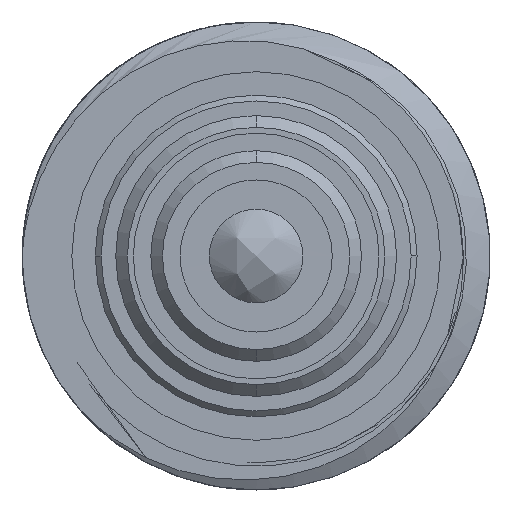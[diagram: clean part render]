
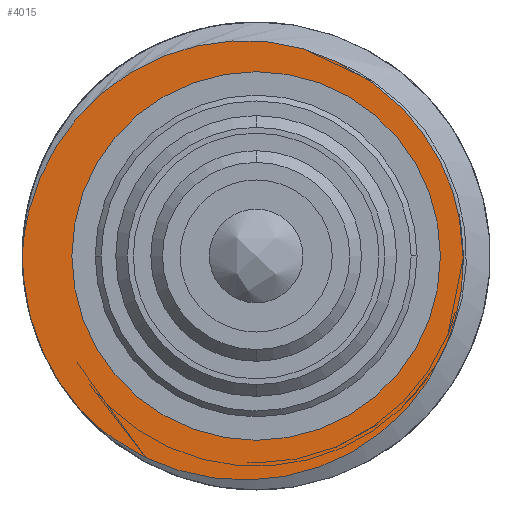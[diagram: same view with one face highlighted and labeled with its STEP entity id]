
A CAD part, left-side view. The second image highlights one B-rep face of the part: STEP entity #4015.
In plain terms, the highlighted planar face has unit normal (-1, 0, 0).
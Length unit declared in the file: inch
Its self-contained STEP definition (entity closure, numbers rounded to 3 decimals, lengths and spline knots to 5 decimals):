
#47 = CARTESIAN_POINT ( 'NONE',  ( 0.70079, 0.07591, 0.12844 ) ) ;
#66 = DIRECTION ( 'NONE',  ( -1., 0., 0. ) ) ;
#627 = EDGE_CURVE ( 'NONE', #3815, #3453, #10112, .T. ) ;
#677 = VERTEX_POINT ( 'NONE', #8854 ) ;
#796 = ORIENTED_EDGE ( 'NONE', *, *, #12032, .F. ) ;
#802 = CARTESIAN_POINT ( 'NONE',  ( 0.70079, 0.10053, -0.12026 ) ) ;
#806 = CARTESIAN_POINT ( 'NONE',  ( 0.70079, -0.13078, -0.05339 ) ) ;
#846 = CARTESIAN_POINT ( 'NONE',  ( 0.70079, 0.06865, -0.13875 ) ) ;
#851 = CARTESIAN_POINT ( 'NONE',  ( 0.70079, -0.12697, 0.05803 ) ) ;
#1124 = CARTESIAN_POINT ( 'NONE',  ( 0.70079, 0.02946, 0.14383 ) ) ;
#1141 = CARTESIAN_POINT ( 'NONE',  ( 0.70079, 0., 0. ) ) ;
#1170 = EDGE_CURVE ( 'NONE', #5046, #8011, #12875, .T. ) ;
#1473 = CARTESIAN_POINT ( 'NONE',  ( 0.70079, 0., -0.12402 ) ) ;
#1731 = CARTESIAN_POINT ( 'NONE',  ( 0.70079, -0.12229, -0.07367 ) ) ;
#2082 = CARTESIAN_POINT ( 'NONE',  ( 0.70079, 0.10635, 0.10793 ) ) ;
#2096 = ORIENTED_EDGE ( 'NONE', *, *, #8383, .F. ) ;
#2276 = CARTESIAN_POINT ( 'NONE',  ( 0.70079, -0.0072, 0.14467 ) ) ;
#2382 = DIRECTION ( 'NONE',  ( 0., 0., -1. ) ) ;
#2951 = CARTESIAN_POINT ( 'NONE',  ( 0.70079, -0.13925, 0.01223 ) ) ;
#3162 = CARTESIAN_POINT ( 'NONE',  ( 0.70079, 0.09693, 0.11566 ) ) ;
#3196 = FACE_BOUND ( 'NONE', #11173, .T. ) ;
#3305 = CARTESIAN_POINT ( 'NONE',  ( 0.70079, 0.12339, 0.09014 ) ) ;
#3453 = VERTEX_POINT ( 'NONE', #10779 ) ;
#3468 = DIRECTION ( 'NONE',  ( 1., 0., 0. ) ) ;
#3815 = VERTEX_POINT ( 'NONE', #1473 ) ;
#3870 = CARTESIAN_POINT ( 'NONE',  ( 0.70079, 0.03341, -0.14913 ) ) ;
#3918 = CARTESIAN_POINT ( 'NONE',  ( 0.70079, 0.07993, -0.13335 ) ) ;
#3961 = EDGE_CURVE ( 'NONE', #8356, #677, #10813, .T. ) ;
#3967 = CARTESIAN_POINT ( 'NONE',  ( 0.70079, -0.09383, 0.10416 ) ) ;
#4015 = ADVANCED_FACE ( 'NONE', ( #7565, #3196 ), #9669, .F. ) ;
#4059 = CARTESIAN_POINT ( 'NONE',  ( 0.70079, -0.138, -0.02571 ) ) ;
#4278 = CARTESIAN_POINT ( 'NONE',  ( 0.70079, 0.08137, 0.12546 ) ) ;
#4377 = CARTESIAN_POINT ( 'NONE',  ( 0.70079, 0.15748, 0. ) ) ;
#4586 = CARTESIAN_POINT ( 'NONE',  ( 0.70079, 0., 0. ) ) ;
#4638 = CARTESIAN_POINT ( 'NONE',  ( 0.70079, -0.12708, -0.06223 ) ) ;
#4947 = CARTESIAN_POINT ( 'NONE',  ( 0.70079, -0.06207, -0.13383 ) ) ;
#5027 = AXIS2_PLACEMENT_3D ( 'NONE', #13074, #8756, #2382 ) ;
#5046 = VERTEX_POINT ( 'NONE', #4638 ) ;
#5092 = CARTESIAN_POINT ( 'NONE',  ( 0.70079, 0.00881, -0.15126 ) ) ;
#5098 = CARTESIAN_POINT ( 'NONE',  ( 0.70079, -0.13365, 0.04032 ) ) ;
#5138 = CARTESIAN_POINT ( 'NONE',  ( 0.70079, -0.10096, -0.10382 ) ) ;
#5313 = DIRECTION ( 'NONE',  ( 0., 0., -1. ) ) ;
#5359 = CARTESIAN_POINT ( 'NONE',  ( 0.70079, 0.13077, 0.0803 ) ) ;
#5690 = B_SPLINE_CURVE_WITH_KNOTS ( 'NONE', 3,
 ( #6087, #11503, #10379, #11541, #3967, #12696, #13548, #7264, #851, #5098, #9358, #2951, #6221, #12518, #4059, #7155, #806, #6262 ),
 .UNSPECIFIED., .F., .F.,
 ( 4, 2, 2, 2, 2, 2, 2, 2, 4 ),
 ( 0., 0.00073, 0.00146, 0.00219, 0.00292, 0.00365, 0.00438, 0.00511, 0.00585 ),
 .UNSPECIFIED. ) ;
#5813 = EDGE_LOOP ( 'NONE', ( #13861, #8422, #2096, #10282 ) ) ;
#5888 = AXIS2_PLACEMENT_3D ( 'NONE', #1141, #66, #6463 ) ;
#6087 = CARTESIAN_POINT ( 'NONE',  ( 0.70079, -0.05418, 0.13071 ) ) ;
#6217 = CARTESIAN_POINT ( 'NONE',  ( 0.70079, 0.11858, -0.10363 ) ) ;
#6221 = CARTESIAN_POINT ( 'NONE',  ( 0.70079, -0.13986, 0.00275 ) ) ;
#6262 = CARTESIAN_POINT ( 'NONE',  ( 0.70079, -0.12708, -0.06223 ) ) ;
#6345 = CARTESIAN_POINT ( 'NONE',  ( 0.70079, 0.15688, 0.01234 ) ) ;
#6446 = DIRECTION ( 'NONE',  ( 1., 0., 0. ) ) ;
#6463 = DIRECTION ( 'NONE',  ( 0., 0., -1. ) ) ;
#7008 = ORIENTED_EDGE ( 'NONE', *, *, #627, .F. ) ;
#7155 = CARTESIAN_POINT ( 'NONE',  ( 0.70079, -0.13377, -0.04434 ) ) ;
#7206 = CARTESIAN_POINT ( 'NONE',  ( 0.70079, -0.02161, -0.14797 ) ) ;
#7259 = CARTESIAN_POINT ( 'NONE',  ( 0.70079, -0.09222, -0.11249 ) ) ;
#7264 = CARTESIAN_POINT ( 'NONE',  ( 0.70079, -0.12269, 0.06667 ) ) ;
#7482 = CARTESIAN_POINT ( 'NONE',  ( 0.70079, -0.05418, 0.13071 ) ) ;
#7565 = FACE_OUTER_BOUND ( 'NONE', #5813, .T. ) ;
#7583 = CARTESIAN_POINT ( 'NONE',  ( 0.70079, 0.05912, 0.13586 ) ) ;
#8011 = VERTEX_POINT ( 'NONE', #6217 ) ;
#8330 = CARTESIAN_POINT ( 'NONE',  ( 0.70079, -0.1161, -0.08427 ) ) ;
#8356 = VERTEX_POINT ( 'NONE', #13645 ) ;
#8383 = EDGE_CURVE ( 'NONE', #8356, #5046, #5690, .T. ) ;
#8422 = ORIENTED_EDGE ( 'NONE', *, *, #1170, .F. ) ;
#8509 = CARTESIAN_POINT ( 'NONE',  ( 0.70079, -0.03142, 0.13998 ) ) ;
#8595 = CIRCLE ( 'NONE', #10231, 0.15748 ) ;
#8605 = CARTESIAN_POINT ( 'NONE',  ( 0.70079, -0.04305, 0.13611 ) ) ;
#8756 = DIRECTION ( 'NONE',  ( -1., 0., 0. ) ) ;
#8772 = AXIS2_PLACEMENT_3D ( 'NONE', #11816, #6446, #5313 ) ;
#8854 = CARTESIAN_POINT ( 'NONE',  ( 0.70079, 0.15748, 0. ) ) ;
#8953 = DIRECTION ( 'NONE',  ( 0., 0., -1. ) ) ;
#9077 = CARTESIAN_POINT ( 'NONE',  ( 0.70079, -0.12708, -0.06223 ) ) ;
#9217 = CARTESIAN_POINT ( 'NONE',  ( 0.70079, 0.04547, -0.14659 ) ) ;
#9358 = CARTESIAN_POINT ( 'NONE',  ( 0.70079, -0.13612, 0.03116 ) ) ;
#9669 = PLANE ( 'NONE',  #8772 ) ;
#9716 = CARTESIAN_POINT ( 'NONE',  ( 0.70079, 0.0648, 0.13363 ) ) ;
#9766 = CARTESIAN_POINT ( 'NONE',  ( 0.70079, 0.00507, 0.14538 ) ) ;
#10112 = CIRCLE ( 'NONE', #5888, 0.12402 ) ;
#10231 = AXIS2_PLACEMENT_3D ( 'NONE', #4586, #3468, #8953 ) ;
#10282 = ORIENTED_EDGE ( 'NONE', *, *, #3961, .T. ) ;
#10286 = CARTESIAN_POINT ( 'NONE',  ( 0.70079, -0.03949, -0.14318 ) ) ;
#10379 = CARTESIAN_POINT ( 'NONE',  ( 0.70079, -0.07109, 0.12168 ) ) ;
#10600 = EDGE_CURVE ( 'NONE', #8011, #677, #8595, .T. ) ;
#10693 = CARTESIAN_POINT ( 'NONE',  ( 0.70079, 0.04172, 0.14149 ) ) ;
#10779 = CARTESIAN_POINT ( 'NONE',  ( 0.70079, 0., 0.12402 ) ) ;
#10792 = CARTESIAN_POINT ( 'NONE',  ( 0.70079, 0.14301, 0.05917 ) ) ;
#10813 = B_SPLINE_CURVE_WITH_KNOTS ( 'NONE', 3,
 ( #7482, #8605, #8509, #2276, #9766, #1124, #10693, #7583, #9716, #47, #4278, #3162, #2082, #3305, #5359, #10792, #12831, #11859, #6345, #4377 ),
 .UNSPECIFIED., .F., .F.,
 ( 4, 2, 2, 2, 2, 2, 2, 2, 2, 4 ),
 ( 0., 0.00093, 0.00187, 0.0028, 0.00327, 0.00373, 0.00467, 0.0056, 0.00653, 0.00747 ),
 .UNSPECIFIED. ) ;
#11173 = EDGE_LOOP ( 'NONE', ( #7008, #796 ) ) ;
#11356 = CARTESIAN_POINT ( 'NONE',  ( 0.70079, 0.10997, -0.11253 ) ) ;
#11498 = CARTESIAN_POINT ( 'NONE',  ( 0.70079, -0.00341, -0.15086 ) ) ;
#11503 = CARTESIAN_POINT ( 'NONE',  ( 0.70079, -0.06281, 0.12652 ) ) ;
#11541 = CARTESIAN_POINT ( 'NONE',  ( 0.70079, -0.08655, 0.11052 ) ) ;
#11816 = CARTESIAN_POINT ( 'NONE',  ( 0.70079, 0.15748, 0. ) ) ;
#11859 = CARTESIAN_POINT ( 'NONE',  ( 0.70079, 0.15482, 0.02435 ) ) ;
#12032 = EDGE_CURVE ( 'NONE', #3453, #3815, #13251, .T. ) ;
#12421 = CARTESIAN_POINT ( 'NONE',  ( 0.70079, 0.11858, -0.10363 ) ) ;
#12518 = CARTESIAN_POINT ( 'NONE',  ( 0.70079, -0.13924, -0.01617 ) ) ;
#12565 = CARTESIAN_POINT ( 'NONE',  ( 0.70079, -0.07285, -0.12748 ) ) ;
#12696 = CARTESIAN_POINT ( 'NONE',  ( 0.70079, -0.10683, 0.09032 ) ) ;
#12831 = CARTESIAN_POINT ( 'NONE',  ( 0.70079, 0.14794, 0.0477 ) ) ;
#12875 = B_SPLINE_CURVE_WITH_KNOTS ( 'NONE', 3,
 ( #9077, #1731, #8330, #5138, #7259, #12565, #4947, #13544, #10286, #13639, #7206, #11498, #5092, #3870, #9217, #846, #3918, #802, #11356, #12421 ),
 .UNSPECIFIED., .F., .F.,
 ( 4, 2, 2, 2, 2, 2, 2, 2, 2, 4 ),
 ( 0., 0.00094, 0.00187, 0.00281, 0.00327, 0.00374, 0.00468, 0.00561, 0.00655, 0.00748 ),
 .UNSPECIFIED. ) ;
#13074 = CARTESIAN_POINT ( 'NONE',  ( 0.70079, 0., 0. ) ) ;
#13251 = CIRCLE ( 'NONE', #5027, 0.12402 ) ;
#13544 = CARTESIAN_POINT ( 'NONE',  ( 0.70079, -0.04524, -0.14111 ) ) ;
#13548 = CARTESIAN_POINT ( 'NONE',  ( 0.70079, -0.11261, 0.08283 ) ) ;
#13639 = CARTESIAN_POINT ( 'NONE',  ( 0.70079, -0.02769, -0.14661 ) ) ;
#13645 = CARTESIAN_POINT ( 'NONE',  ( 0.70079, -0.05418, 0.13071 ) ) ;
#13861 = ORIENTED_EDGE ( 'NONE', *, *, #10600, .F. ) ;
